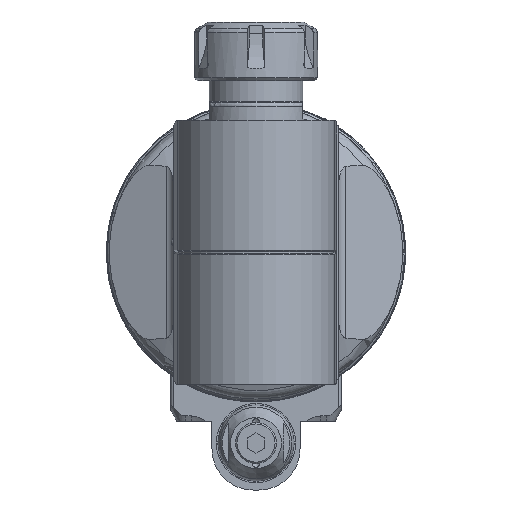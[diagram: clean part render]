
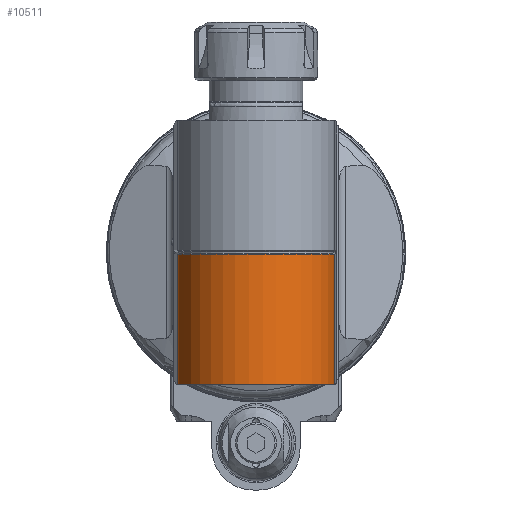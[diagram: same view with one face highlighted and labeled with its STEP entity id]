
A CAD part, front view. The second image highlights one B-rep face of the part: STEP entity #10511.
In plain terms, the highlighted cylindrical face has radius 27 mm (diameter 54 mm), a partial arc.
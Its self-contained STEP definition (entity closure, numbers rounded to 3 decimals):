
#632=CYLINDRICAL_SURFACE('',#11352,27.);
#812=CIRCLE('',#11256,27.);
#856=CIRCLE('',#11353,27.);
#1449=FACE_OUTER_BOUND('',#2101,.T.);
#2101=EDGE_LOOP('',(#7131,#7132,#7133,#7134));
#2801=LINE('',#16179,#3490);
#2829=LINE('',#16570,#3518);
#3490=VECTOR('',#12619,44.334);
#3518=VECTOR('',#12825,44.334);
#4215=VERTEX_POINT('',#16101);
#4225=VERTEX_POINT('',#16161);
#4227=VERTEX_POINT('',#16167);
#4296=VERTEX_POINT('',#16568);
#5279=EDGE_CURVE('',#4225,#4215,#812,.T.);
#5286=EDGE_CURVE('',#4227,#4215,#2801,.T.);
#5390=EDGE_CURVE('',#4225,#4296,#2829,.T.);
#5392=EDGE_CURVE('',#4227,#4296,#856,.T.);
#7131=ORIENTED_EDGE('',*,*,#5392,.F.);
#7132=ORIENTED_EDGE('',*,*,#5286,.T.);
#7133=ORIENTED_EDGE('',*,*,#5279,.F.);
#7134=ORIENTED_EDGE('',*,*,#5390,.T.);
#10511=ADVANCED_FACE('',(#1449),#632,.T.);
#11256=AXIS2_PLACEMENT_3D('',#16163,#12607,#12608);
#11352=AXIS2_PLACEMENT_3D('',#16573,#12830,#12831);
#11353=AXIS2_PLACEMENT_3D('',#16574,#12832,#12833);
#12607=DIRECTION('center_axis',(0.,1.,0.));
#12608=DIRECTION('ref_axis',(0.087,0.,0.996));
#12619=DIRECTION('',(0.,1.,0.));
#12825=DIRECTION('',(0.,-1.,0.));
#12830=DIRECTION('center_axis',(0.,1.,0.));
#12831=DIRECTION('ref_axis',(1.,0.,0.));
#12832=DIRECTION('center_axis',(0.,-1.,0.));
#12833=DIRECTION('ref_axis',(1.,0.,0.));
#16101=CARTESIAN_POINT('',(92.353,45.,-26.897));
#16161=CARTESIAN_POINT('',(92.353,45.,26.897));
#16163=CARTESIAN_POINT('Origin',(90.,45.,0.));
#16167=CARTESIAN_POINT('',(92.353,0.666,-26.897));
#16179=CARTESIAN_POINT('',(92.353,0.666,-26.897));
#16568=CARTESIAN_POINT('',(92.353,0.666,26.897));
#16570=CARTESIAN_POINT('',(92.353,45.,26.897));
#16573=CARTESIAN_POINT('Origin',(90.,-54.,0.));
#16574=CARTESIAN_POINT('Origin',(90.,0.666,0.));
